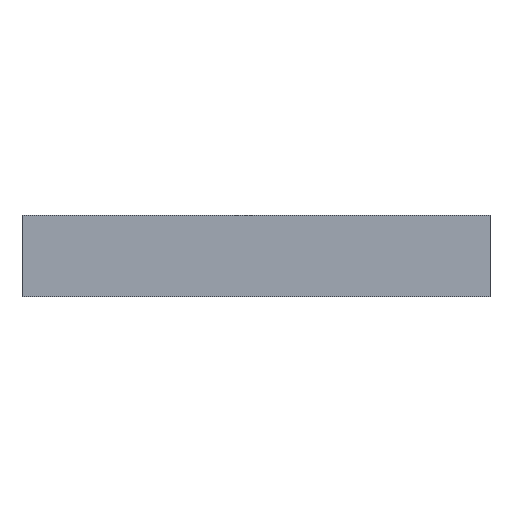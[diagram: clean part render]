
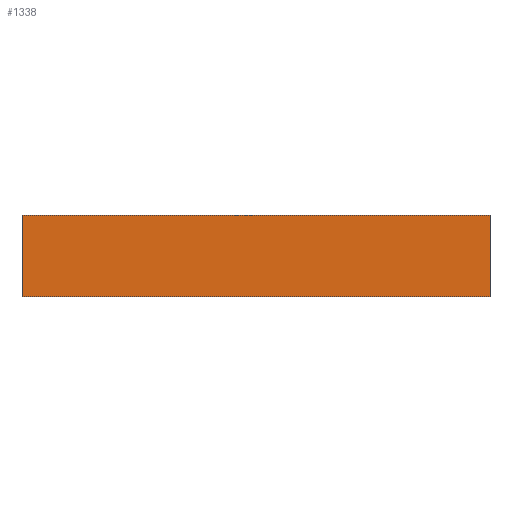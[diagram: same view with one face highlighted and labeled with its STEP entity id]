
A CAD part, front view. The second image highlights one B-rep face of the part: STEP entity #1338.
In plain terms, the highlighted planar face has unit normal (0, -1, 0).
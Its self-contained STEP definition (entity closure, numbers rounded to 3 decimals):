
#457 = ORIENTED_EDGE ( 'NONE', *, *, #25606, .T. ) ;
#1122 = EDGE_CURVE ( 'NONE', #31140, #4571, #16723, .T. ) ;
#1338 = ADVANCED_FACE ( 'NONE', ( #21075 ), #12170, .T. ) ;
#1460 = LINE ( 'NONE', #24617, #29015 ) ;
#1755 = EDGE_LOOP ( 'NONE', ( #15218, #5607, #25917, #457 ) ) ;
#2668 = CARTESIAN_POINT ( 'NONE',  ( -374., -20., -65. ) ) ;
#4166 = DIRECTION ( 'NONE',  ( 0., -1., 0. ) ) ;
#4291 = VERTEX_POINT ( 'NONE', #14050 ) ;
#4571 = VERTEX_POINT ( 'NONE', #28431 ) ;
#5607 = ORIENTED_EDGE ( 'NONE', *, *, #1122, .T. ) ;
#6098 = VERTEX_POINT ( 'NONE', #31948 ) ;
#7447 = EDGE_CURVE ( 'NONE', #4291, #31140, #1460, .T. ) ;
#7808 = AXIS2_PLACEMENT_3D ( 'NONE', #26772, #4166, #14991 ) ;
#8752 = CARTESIAN_POINT ( 'NONE',  ( -374., -20., 65. ) ) ;
#9059 = CARTESIAN_POINT ( 'NONE',  ( 374., -20., 65. ) ) ;
#11608 = DIRECTION ( 'NONE',  ( 1., 0., 0. ) ) ;
#11620 = DIRECTION ( 'NONE',  ( -1., 0., 0. ) ) ;
#12170 = PLANE ( 'NONE',  #7808 ) ;
#12495 = DIRECTION ( 'NONE',  ( 0., 0., -1. ) ) ;
#13247 = EDGE_CURVE ( 'NONE', #4571, #6098, #14742, .T. ) ;
#14050 = CARTESIAN_POINT ( 'NONE',  ( -374., -20., 65. ) ) ;
#14742 = LINE ( 'NONE', #9059, #28953 ) ;
#14991 = DIRECTION ( 'NONE',  ( 0., 0., -1. ) ) ;
#15218 = ORIENTED_EDGE ( 'NONE', *, *, #7447, .T. ) ;
#16723 = LINE ( 'NONE', #2668, #27864 ) ;
#16765 = CARTESIAN_POINT ( 'NONE',  ( -374., -20., -65. ) ) ;
#20649 = DIRECTION ( 'NONE',  ( 0., 0., 1. ) ) ;
#21075 = FACE_OUTER_BOUND ( 'NONE', #1755, .T. ) ;
#24617 = CARTESIAN_POINT ( 'NONE',  ( -374., -20., 65. ) ) ;
#25606 = EDGE_CURVE ( 'NONE', #6098, #4291, #28881, .T. ) ;
#25917 = ORIENTED_EDGE ( 'NONE', *, *, #13247, .T. ) ;
#26772 = CARTESIAN_POINT ( 'NONE',  ( 0., -20., 0. ) ) ;
#27864 = VECTOR ( 'NONE', #11608, 1000. ) ;
#28431 = CARTESIAN_POINT ( 'NONE',  ( 374., -20., -65. ) ) ;
#28881 = LINE ( 'NONE', #8752, #30395 ) ;
#28953 = VECTOR ( 'NONE', #20649, 1000. ) ;
#29015 = VECTOR ( 'NONE', #12495, 1000. ) ;
#30395 = VECTOR ( 'NONE', #11620, 1000. ) ;
#31140 = VERTEX_POINT ( 'NONE', #16765 ) ;
#31948 = CARTESIAN_POINT ( 'NONE',  ( 374., -20., 65. ) ) ;
